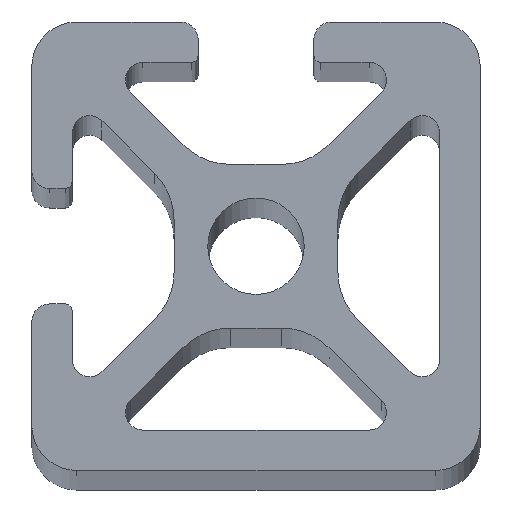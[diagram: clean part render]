
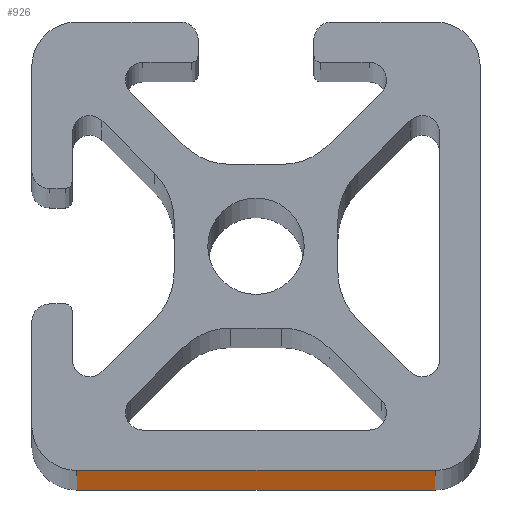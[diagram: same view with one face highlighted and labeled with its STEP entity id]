
A CAD part, top view. The second image highlights one B-rep face of the part: STEP entity #926.
In plain terms, the highlighted planar face has unit normal (0, -1, 0).
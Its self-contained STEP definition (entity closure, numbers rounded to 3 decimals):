
#195 = VERTEX_POINT ( 'NONE', #1108 ) ;
#210 = VERTEX_POINT ( 'NONE', #707 ) ;
#244 = VERTEX_POINT ( 'NONE', #1249 ) ;
#252 = EDGE_CURVE ( 'NONE', #195, #244, #1391, .T. ) ;
#297 = EDGE_CURVE ( 'NONE', #210, #301, #1362, .T. ) ;
#301 = VERTEX_POINT ( 'NONE', #1361 ) ;
#552 = ORIENTED_EDGE ( 'NONE', *, *, #758, .T. ) ;
#553 = ORIENTED_EDGE ( 'NONE', *, *, #297, .F. ) ;
#619 = EDGE_LOOP ( 'NONE', ( #927, #925, #553, #552 ) ) ;
#707 = CARTESIAN_POINT ( 'NONE',  ( -1128.716, -988.953, 500. ) ) ;
#751 = EDGE_CURVE ( 'NONE', #301, #244, #1917, .T. ) ;
#758 = EDGE_CURVE ( 'NONE', #210, #195, #1919, .T. ) ;
#925 = ORIENTED_EDGE ( 'NONE', *, *, #751, .F. ) ;
#926 = ADVANCED_FACE ( 'NONE', ( #1983 ), #1979, .F. ) ;
#927 = ORIENTED_EDGE ( 'NONE', *, *, #252, .T. ) ;
#1108 = CARTESIAN_POINT ( 'NONE',  ( -1128.716, -988.953, 0. ) ) ;
#1249 = CARTESIAN_POINT ( 'NONE',  ( -1112.716, -988.953, 0. ) ) ;
#1287 = DIRECTION ( 'NONE',  ( 1., 0., 0. ) ) ;
#1288 = VECTOR ( 'NONE', #1287, 1000. ) ;
#1289 = CARTESIAN_POINT ( 'NONE',  ( -1128.716, -988.953, 500. ) ) ;
#1318 = DIRECTION ( 'NONE',  ( 1., 0., 0. ) ) ;
#1319 = VECTOR ( 'NONE', #1318, 1000. ) ;
#1320 = CARTESIAN_POINT ( 'NONE',  ( -1128.716, -988.953, 0. ) ) ;
#1361 = CARTESIAN_POINT ( 'NONE',  ( -1112.716, -988.953, 500. ) ) ;
#1362 = LINE ( 'NONE', #1289, #1288 ) ;
#1391 = LINE ( 'NONE', #1320, #1319 ) ;
#1901 = DIRECTION ( 'NONE',  ( 0., 0., -1. ) ) ;
#1902 = VECTOR ( 'NONE', #1901, 1000. ) ;
#1910 = DIRECTION ( 'NONE',  ( 0., 0., -1. ) ) ;
#1911 = VECTOR ( 'NONE', #1910, 1000. ) ;
#1913 = CARTESIAN_POINT ( 'NONE',  ( -1128.716, -988.953, 500. ) ) ;
#1916 = CARTESIAN_POINT ( 'NONE',  ( -1112.716, -988.953, 500. ) ) ;
#1917 = LINE ( 'NONE', #1916, #1911 ) ;
#1919 = LINE ( 'NONE', #1913, #1902 ) ;
#1973 = DIRECTION ( 'NONE',  ( 0., 0., 1. ) ) ;
#1975 = CARTESIAN_POINT ( 'NONE',  ( -1128.716, -988.953, 500. ) ) ;
#1979 = PLANE ( 'NONE',  #1986 ) ;
#1983 = FACE_OUTER_BOUND ( 'NONE', #619, .T. ) ;
#1986 = AXIS2_PLACEMENT_3D ( 'NONE', #1975, #2073, #1973 ) ;
#2073 = DIRECTION ( 'NONE',  ( 0., 1., 0. ) ) ;
